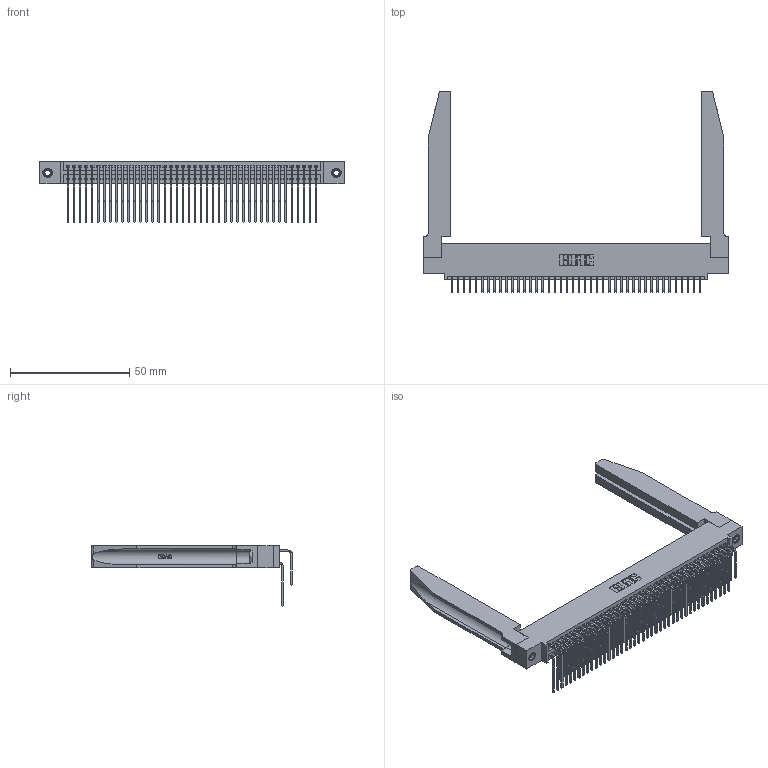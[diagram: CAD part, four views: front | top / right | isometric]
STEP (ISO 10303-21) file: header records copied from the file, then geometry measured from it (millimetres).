
FILE_DESCRIPTION (( 'STEP AP203' ), '1' );
FILE_NAME ('345-084-559-578.STEP', '2019-11-01T05:51:12', ( '' ), ( '' ), 'SwSTEP 2.0', 'SolidWorks 2016', '' );
FILE_SCHEMA (( 'CONFIG_CONTROL_DESIGN' ));
Length unit declared in the file: inch
Products named in the file (6): 345-084-559-578; 345-250-001_345-250-001-102; 345 Part_0.110 Offset - 0.156 Dia-TH; 345-292-001_558 559 Tail - 1; 345-220-078_345-220-078; 345-292-001_559 Tail - 2
Assembly tree (89 placements, depth 2):
  345-084-559-578
    345 Part_0.110 Offset - 0.156 Dia-TH
    345-292-001_558 559 Tail - 1  x42
    345-292-001_559 Tail - 2  x42
    345-250-001_345-250-001-102  x2
    345-220-078_345-220-078  x2
Bounding box: 127.91 x 84.32 x 25.53 mm (x, y, z)
Volume: 20607.4 mm3; surface area: 28185.1 mm2
Topology: 89 solids, 89 shells, 4732 faces, 13981 edges, 9198 vertices
Faces by surface type: plane 3166, cylinder 1514, bspline 36, cone 12, torus 4
Entity records: 39478 total; most frequent: CARTESIAN_POINT 7582, ORIENTED_EDGE 6362, DIRECTION 5651, EDGE_CURVE 3181, LINE 2747, VECTOR 2747, VERTEX_POINT 2112, AXIS2_PLACEMENT_3D 1452
